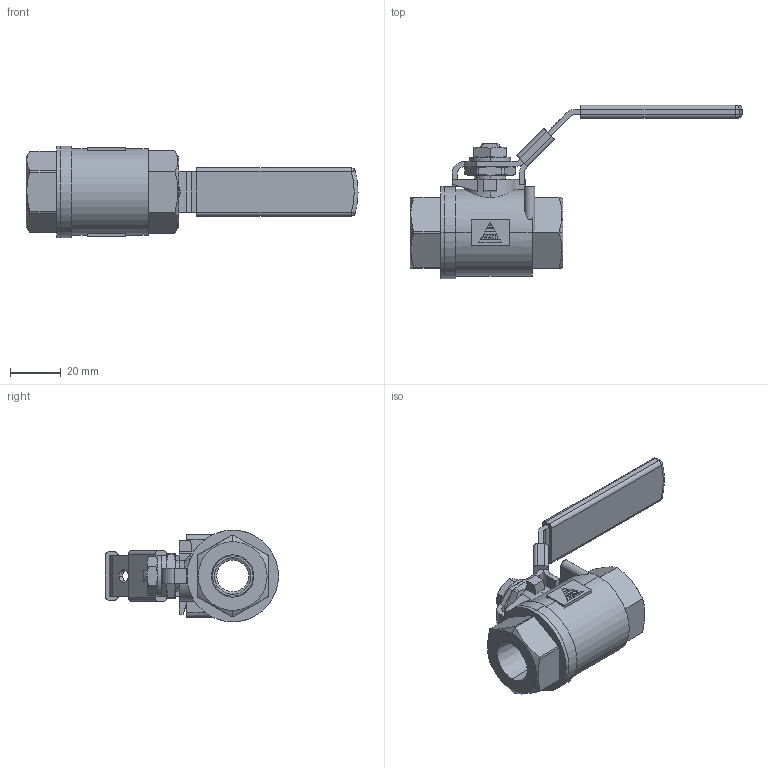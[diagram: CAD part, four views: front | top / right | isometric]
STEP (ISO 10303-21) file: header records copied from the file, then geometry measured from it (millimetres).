
FILE_DESCRIPTION (( 'STEP AP203' ), '1' );
FILE_NAME ('V-109-PN63_DN10.STEP', '2019-10-30T06:47:36', ( '' ), ( '' ), 'SwSTEP 2.0', 'SolidWorks 2012', '' );
FILE_SCHEMA (( 'CONFIG_CONTROL_DESIGN' ));
Length unit declared in the file: millimetre
Products named in the file (5): V-109-PN63_DN10; Hexagon Thin Nut ISO - 4035 - M8 - C_Hexagon Thin Nut ISO - 4035 - M8 - C; Washer ISO 7089 - 8_Washer ISO 7089 - 8; V-109-HANDLE_97.4L; V-109-DN10-BODY
Assembly tree (4 placements, depth 2):
  V-109-PN63_DN10
    V-109-DN10-BODY
    V-109-HANDLE_97.4L
    Washer ISO 7089 - 8_Washer ISO 7089 - 8
    Hexagon Thin Nut ISO - 4035 - M8 - C_Hexagon Thin Nut ISO - 4035 - M8 - C
Bounding box: 130.4 x 68 x 36 mm (x, y, z)
Volume: 53498.6 mm3; surface area: 20633.6 mm2
Topology: 5 solids, 5 shells, 377 faces, 980 edges, 631 vertices
Faces by surface type: plane 262, cylinder 73, cone 36, sphere 4, torus 2
Entity records: 12275 total; most frequent: CARTESIAN_POINT 2493, ORIENTED_EDGE 1948, DIRECTION 1872, EDGE_CURVE 974, VECTOR 712, LINE 712, VERTEX_POINT 631, AXIS2_PLACEMENT_3D 580
